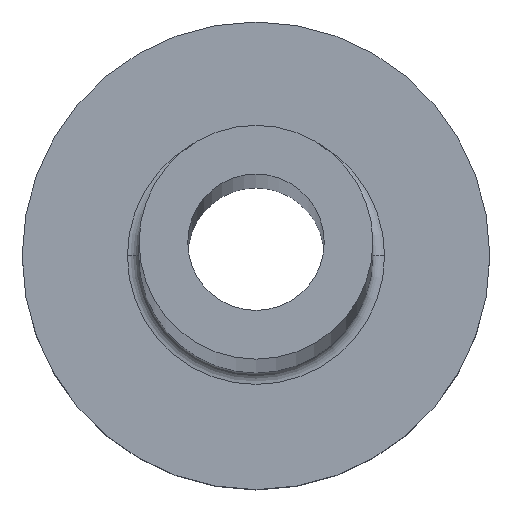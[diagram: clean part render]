
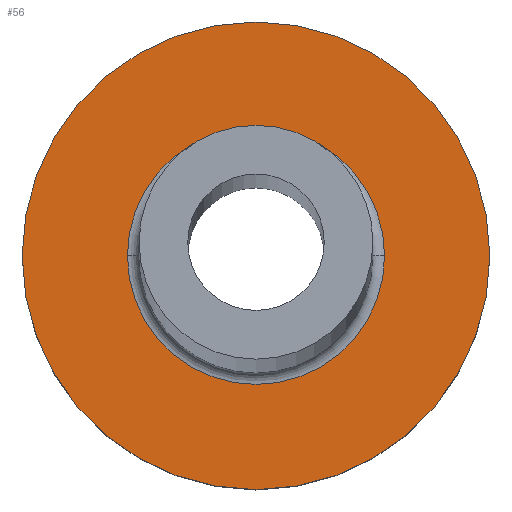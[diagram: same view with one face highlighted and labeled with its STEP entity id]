
A CAD part, top view. The second image highlights one B-rep face of the part: STEP entity #56.
In plain terms, the highlighted planar face has unit normal (0, 0, 1).
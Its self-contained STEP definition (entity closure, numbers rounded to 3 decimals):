
#19 = ORIENTED_EDGE ( 'NONE', *, *, #355, .T. ) ;
#31 = CIRCLE ( 'NONE', #185, 3.3 ) ;
#51 = EDGE_CURVE ( 'NONE', #267, #220, #202, .T. ) ;
#54 = DIRECTION ( 'NONE',  ( 0., 0., 1. ) ) ;
#56 = ADVANCED_FACE ( 'NONE', ( #107, #334 ), #227, .T. ) ;
#57 = CIRCLE ( 'NONE', #87, 3.3 ) ;
#63 = CARTESIAN_POINT ( 'NONE',  ( -6., 0., 5. ) ) ;
#64 = CIRCLE ( 'NONE', #316, 6. ) ;
#76 = AXIS2_PLACEMENT_3D ( 'NONE', #200, #78, #280 ) ;
#78 = DIRECTION ( 'NONE',  ( 0., 0., 1. ) ) ;
#80 = EDGE_LOOP ( 'NONE', ( #122, #181 ) ) ;
#82 = CARTESIAN_POINT ( 'NONE',  ( 0., 0., 5. ) ) ;
#87 = AXIS2_PLACEMENT_3D ( 'NONE', #273, #241, #182 ) ;
#103 = VERTEX_POINT ( 'NONE', #161 ) ;
#107 = FACE_BOUND ( 'NONE', #179, .T. ) ;
#115 = DIRECTION ( 'NONE',  ( 1., 0., 0. ) ) ;
#122 = ORIENTED_EDGE ( 'NONE', *, *, #51, .T. ) ;
#130 = ORIENTED_EDGE ( 'NONE', *, *, #252, .T. ) ;
#144 = CARTESIAN_POINT ( 'NONE',  ( 0., 0., 5. ) ) ;
#156 = EDGE_CURVE ( 'NONE', #220, #267, #64, .T. ) ;
#158 = VERTEX_POINT ( 'NONE', #370 ) ;
#161 = CARTESIAN_POINT ( 'NONE',  ( -3.3, 0., 5. ) ) ;
#167 = DIRECTION ( 'NONE',  ( 0., 0., -1. ) ) ;
#179 = EDGE_LOOP ( 'NONE', ( #130, #19 ) ) ;
#181 = ORIENTED_EDGE ( 'NONE', *, *, #156, .T. ) ;
#182 = DIRECTION ( 'NONE',  ( 1., 0., 0. ) ) ;
#185 = AXIS2_PLACEMENT_3D ( 'NONE', #144, #167, #281 ) ;
#200 = CARTESIAN_POINT ( 'NONE',  ( 0., 0., 5. ) ) ;
#202 = CIRCLE ( 'NONE', #346, 6. ) ;
#210 = CARTESIAN_POINT ( 'NONE',  ( 0., 0., 5. ) ) ;
#220 = VERTEX_POINT ( 'NONE', #232 ) ;
#227 = PLANE ( 'NONE',  #76 ) ;
#232 = CARTESIAN_POINT ( 'NONE',  ( 6., 0., 5. ) ) ;
#235 = DIRECTION ( 'NONE',  ( 0., 0., 1. ) ) ;
#241 = DIRECTION ( 'NONE',  ( 0., 0., -1. ) ) ;
#252 = EDGE_CURVE ( 'NONE', #158, #103, #31, .T. ) ;
#267 = VERTEX_POINT ( 'NONE', #63 ) ;
#273 = CARTESIAN_POINT ( 'NONE',  ( 0., 0., 5. ) ) ;
#280 = DIRECTION ( 'NONE',  ( 1., 0., 0. ) ) ;
#281 = DIRECTION ( 'NONE',  ( 1., 0., 0. ) ) ;
#316 = AXIS2_PLACEMENT_3D ( 'NONE', #210, #235, #115 ) ;
#334 = FACE_OUTER_BOUND ( 'NONE', #80, .T. ) ;
#346 = AXIS2_PLACEMENT_3D ( 'NONE', #82, #54, #363 ) ;
#355 = EDGE_CURVE ( 'NONE', #103, #158, #57, .T. ) ;
#363 = DIRECTION ( 'NONE',  ( 1., 0., 0. ) ) ;
#370 = CARTESIAN_POINT ( 'NONE',  ( 3.3, 0., 5. ) ) ;
